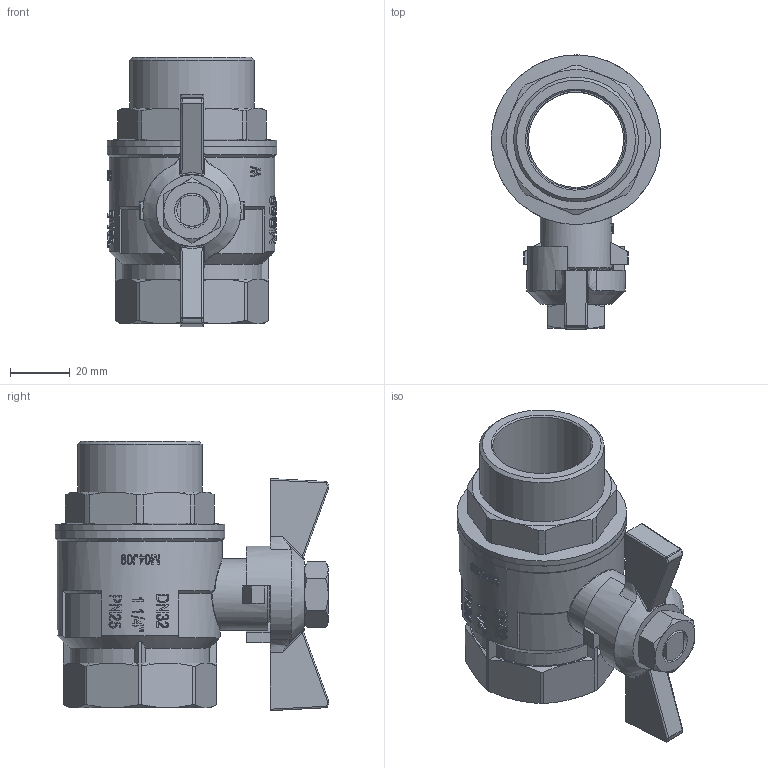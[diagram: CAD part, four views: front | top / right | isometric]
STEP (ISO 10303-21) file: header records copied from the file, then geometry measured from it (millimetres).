
FILE_DESCRIPTION(/* description */ ('Unknown'),/* implementation_level */ '2;1');
FILE_NAME(/* name */ '616-07',/* time_stamp */ '2022-03-18T09:46:54+01:00',/* author */ ('Unknown'),/* organization */ ('Unknown'),/* preprocessor_version */ 'ST-DEVELOPER v16.7',/* originating_system */ 'Solid Edge',/* authorisation */ 'Unknown');
FILE_SCHEMA (('AUTOMOTIVE_DESIGN {1 0 10303 214 3 1 1}'));
Length unit declared in the file: millimetre
Products named in the file (9): 2.143.032; 610-07; 600-07_Spindel; 600-07_Stopfbuchse; 610-07_Einschraubteil; 600-07_Körper; 600-1_1_4-1 1_2 Mutter; Flügelgriff 1_1_4 - 1 1_2
Assembly tree (8 placements, depth 4):
  2.143.032
    610-07
      600-07_Spindel
        600-07_Spindel
        600-07_Stopfbuchse
      610-07_Einschraubteil
      600-07_Körper
    600-1_1_4-1 1_2 Mutter
    Flügelgriff 1_1_4 - 1 1_2
Bounding box: 57 x 92.02 x 90.5 mm (x, y, z)
Volume: 82222.6 mm3; surface area: 48393.5 mm2
Topology: 6 solids, 6 shells, 1334 faces, 3680 edges, 2412 vertices
Faces by surface type: plane 1094, cylinder 139, cone 60, bspline 21, sphere 18, torus 2
Full cylindrical faces by diameter (mm): 10 x1, 10.2 x1, 14 x2, 14.1 x1, 14.5 x1, 15 x1, 16 x1, 18 x1, 18.38 x1, 20 x1, 22 x1, 24 x1, 26 x1, 32 x2, 33 x1, 38.952 x1, 38.954 x2, 41.91 x1, 42 x2, 50.499 x1, 50.5 x1, 52 x1, 52.002 x1, 54 x1, 55.5 x1, 57 x2
Entity records: 57335 total; most frequent: CARTESIAN_POINT 13373, DIRECTION 8160, ORIENTED_EDGE 7200, EDGE_CURVE 3600, AXIS2_PLACEMENT_3D 3393, VERTEX_POINT 2395, ELLIPSE 1622, EDGE_LOOP 1463
